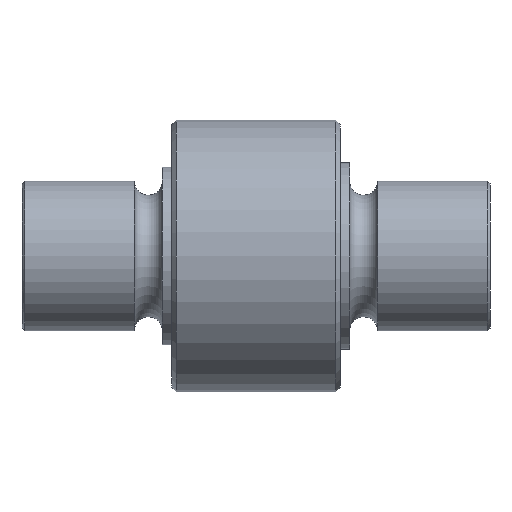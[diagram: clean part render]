
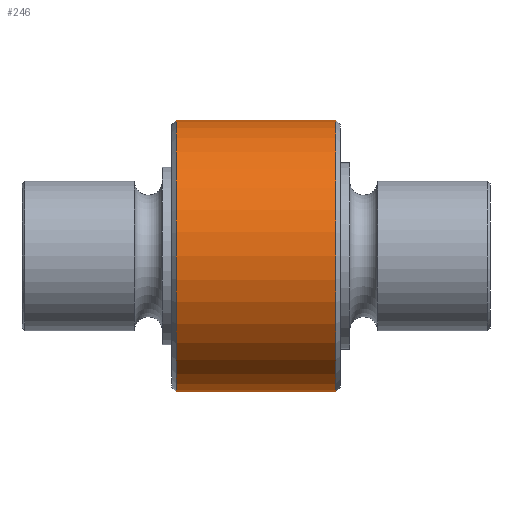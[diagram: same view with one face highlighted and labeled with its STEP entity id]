
A CAD part, left-side view. The second image highlights one B-rep face of the part: STEP entity #246.
In plain terms, the highlighted cylindrical face has radius 14.5 mm (diameter 29 mm), a full revolution.
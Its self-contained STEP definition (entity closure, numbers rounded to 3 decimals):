
#246 = ADVANCED_FACE( '', ( #457, #458, #459 ), #460, .T. );
#457 = FACE_BOUND( '', #656, .T. );
#458 = FACE_OUTER_BOUND( '', #657, .T. );
#459 = FACE_OUTER_BOUND( '', #658, .T. );
#460 = CYLINDRICAL_SURFACE( '', #659, 14.5 );
#656 = EDGE_LOOP( '', ( #960 ) );
#657 = EDGE_LOOP( '', ( #961 ) );
#658 = EDGE_LOOP( '', ( #962 ) );
#659 = AXIS2_PLACEMENT_3D( '', #963, #964, #965 );
#960 = ORIENTED_EDGE( '', *, *, #1158, .T. );
#961 = ORIENTED_EDGE( '', *, *, #1090, .T. );
#962 = ORIENTED_EDGE( '', *, *, #1119, .T. );
#963 = CARTESIAN_POINT( '', ( 0., -60., 0. ) );
#964 = DIRECTION( '', ( 0., 1., 0. ) );
#965 = DIRECTION( '', ( 0., 0., -1. ) );
#1090 = EDGE_CURVE( '', #1231, #1231, #1232, .T. );
#1119 = EDGE_CURVE( '', #1277, #1277, #1278, .T. );
#1158 = EDGE_CURVE( '', #1331, #1331, #1332, .T. );
#1231 = VERTEX_POINT( '', #1422 );
#1232 = CIRCLE( '', #1423, 14.5 );
#1277 = VERTEX_POINT( '', #1478 );
#1278 = CIRCLE( '', #1479, 14.5 );
#1331 = VERTEX_POINT( '', #1598 );
#1332 = B_SPLINE_CURVE_WITH_KNOTS( '', 3, ( #1599, #1600, #1601, #1602, #1603, #1604, #1605, #1606, #1607, #1608, #1609, #1610, #1611, #1612, #1613, #1614, #1615, #1616, #1617, #1618, #1619, #1620, #1621, #1622, #1623, #1624, #1625, #1626, #1627, #1628, #1629, #1630, #1631, #1632, #1633, #1634, #1635, #1636, #1637, #1638, #1639, #1640, #1641, #1642, #1643, #1644, #1645, #1646, #1647, #1648, #1649, #1650, #1651, #1652, #1653, #1654, #1655, #1656, #1657, #1658 ), .UNSPECIFIED., .T., .F., ( 2, 2, 2, 2, 2, 2, 2, 2, 2, 2, 2, 2, 2, 2, 2, 2, 2, 2, 2, 2, 2, 2, 2, 2, 2, 2, 2, 2, 2, 2, 2, 2 ), ( 0., 0., 0., 0.001, 0.001, 0.002, 0.003, 0.003, 0.004, 0.004, 0.005, 0.005, 0.006, 0.006, 0.007, 0.007, 0.008, 0.009, 0.009, 0.01, 0.01, 0.011, 0.011, 0.012, 0.012, 0.013, 0.013, 0.013, 0.014, 0.015, 0.015, 0.016 ), .UNSPECIFIED. );
#1422 = CARTESIAN_POINT( '', ( 0., 8.5, -14.5 ) );
#1423 = AXIS2_PLACEMENT_3D( '', #1722, #1723, #1724 );
#1478 = CARTESIAN_POINT( '', ( 0., -8.5, 14.5 ) );
#1479 = AXIS2_PLACEMENT_3D( '', #1762, #1763, #1764 );
#1598 = CARTESIAN_POINT( '', ( 14.29, 0., -2.459 ) );
#1599 = CARTESIAN_POINT( '', ( 14.29, 0.163, -2.459 ) );
#1600 = CARTESIAN_POINT( '', ( 14.29, -0.163, -2.459 ) );
#1601 = CARTESIAN_POINT( '', ( 14.293, -0.323, -2.443 ) );
#1602 = CARTESIAN_POINT( '', ( 14.303, -0.637, -2.38 ) );
#1603 = CARTESIAN_POINT( '', ( 14.311, -0.794, -2.332 ) );
#1604 = CARTESIAN_POINT( '', ( 14.331, -1.091, -2.209 ) );
#1605 = CARTESIAN_POINT( '', ( 14.342, -1.232, -2.133 ) );
#1606 = CARTESIAN_POINT( '', ( 14.368, -1.499, -1.955 ) );
#1607 = CARTESIAN_POINT( '', ( 14.382, -1.625, -1.851 ) );
#1608 = CARTESIAN_POINT( '', ( 14.423, -1.965, -1.512 ) );
#1609 = CARTESIAN_POINT( '', ( 14.45, -2.148, -1.238 ) );
#1610 = CARTESIAN_POINT( '', ( 14.479, -2.332, -0.795 ) );
#1611 = CARTESIAN_POINT( '', ( 14.487, -2.379, -0.639 ) );
#1612 = CARTESIAN_POINT( '', ( 14.497, -2.443, -0.322 ) );
#1613 = CARTESIAN_POINT( '', ( 14.5, -2.458, -0.162 ) );
#1614 = CARTESIAN_POINT( '', ( 14.5, -2.459, 0.159 ) );
#1615 = CARTESIAN_POINT( '', ( 14.497, -2.443, 0.322 ) );
#1616 = CARTESIAN_POINT( '', ( 14.487, -2.38, 0.638 ) );
#1617 = CARTESIAN_POINT( '', ( 14.479, -2.333, 0.791 ) );
#1618 = CARTESIAN_POINT( '', ( 14.46, -2.21, 1.089 ) );
#1619 = CARTESIAN_POINT( '', ( 14.448, -2.133, 1.233 ) );
#1620 = CARTESIAN_POINT( '', ( 14.423, -1.955, 1.499 ) );
#1621 = CARTESIAN_POINT( '', ( 14.409, -1.853, 1.623 ) );
#1622 = CARTESIAN_POINT( '', ( 14.382, -1.624, 1.852 ) );
#1623 = CARTESIAN_POINT( '', ( 14.368, -1.501, 1.954 ) );
#1624 = CARTESIAN_POINT( '', ( 14.343, -1.235, 2.132 ) );
#1625 = CARTESIAN_POINT( '', ( 14.331, -1.091, 2.209 ) );
#1626 = CARTESIAN_POINT( '', ( 14.311, -0.794, 2.332 ) );
#1627 = CARTESIAN_POINT( '', ( 14.304, -0.64, 2.379 ) );
#1628 = CARTESIAN_POINT( '', ( 14.293, -0.325, 2.442 ) );
#1629 = CARTESIAN_POINT( '', ( 14.29, -0.162, 2.458 ) );
#1630 = CARTESIAN_POINT( '', ( 14.29, 0.32, 2.459 ) );
#1631 = CARTESIAN_POINT( '', ( 14.302, 0.644, 2.394 ) );
#1632 = CARTESIAN_POINT( '', ( 14.331, 1.088, 2.21 ) );
#1633 = CARTESIAN_POINT( '', ( 14.342, 1.232, 2.134 ) );
#1634 = CARTESIAN_POINT( '', ( 14.368, 1.5, 1.955 ) );
#1635 = CARTESIAN_POINT( '', ( 14.382, 1.623, 1.853 ) );
#1636 = CARTESIAN_POINT( '', ( 14.409, 1.85, 1.627 ) );
#1637 = CARTESIAN_POINT( '', ( 14.423, 1.954, 1.501 ) );
#1638 = CARTESIAN_POINT( '', ( 14.448, 2.132, 1.234 ) );
#1639 = CARTESIAN_POINT( '', ( 14.46, 2.208, 1.093 ) );
#1640 = CARTESIAN_POINT( '', ( 14.479, 2.332, 0.795 ) );
#1641 = CARTESIAN_POINT( '', ( 14.487, 2.379, 0.639 ) );
#1642 = CARTESIAN_POINT( '', ( 14.497, 2.442, 0.325 ) );
#1643 = CARTESIAN_POINT( '', ( 14.5, 2.458, 0.164 ) );
#1644 = CARTESIAN_POINT( '', ( 14.5, 2.459, -0.16 ) );
#1645 = CARTESIAN_POINT( '', ( 14.497, 2.443, -0.32 ) );
#1646 = CARTESIAN_POINT( '', ( 14.487, 2.38, -0.635 ) );
#1647 = CARTESIAN_POINT( '', ( 14.479, 2.333, -0.792 ) );
#1648 = CARTESIAN_POINT( '', ( 14.46, 2.21, -1.089 ) );
#1649 = CARTESIAN_POINT( '', ( 14.448, 2.135, -1.23 ) );
#1650 = CARTESIAN_POINT( '', ( 14.423, 1.956, -1.498 ) );
#1651 = CARTESIAN_POINT( '', ( 14.409, 1.853, -1.624 ) );
#1652 = CARTESIAN_POINT( '', ( 14.368, 1.514, -1.964 ) );
#1653 = CARTESIAN_POINT( '', ( 14.341, 1.24, -2.147 ) );
#1654 = CARTESIAN_POINT( '', ( 14.311, 0.797, -2.331 ) );
#1655 = CARTESIAN_POINT( '', ( 14.304, 0.641, -2.379 ) );
#1656 = CARTESIAN_POINT( '', ( 14.293, 0.323, -2.442 ) );
#1657 = CARTESIAN_POINT( '', ( 14.29, 0.163, -2.459 ) );
#1658 = CARTESIAN_POINT( '', ( 14.29, -0.163, -2.459 ) );
#1722 = CARTESIAN_POINT( '', ( 0., 8.5, 0. ) );
#1723 = DIRECTION( '', ( 0., -1., 0. ) );
#1724 = DIRECTION( '', ( 0., 0., -1. ) );
#1762 = CARTESIAN_POINT( '', ( 0., -8.5, 0. ) );
#1763 = DIRECTION( '', ( 0., 1., 0. ) );
#1764 = DIRECTION( '', ( 0., 0., 1. ) );
